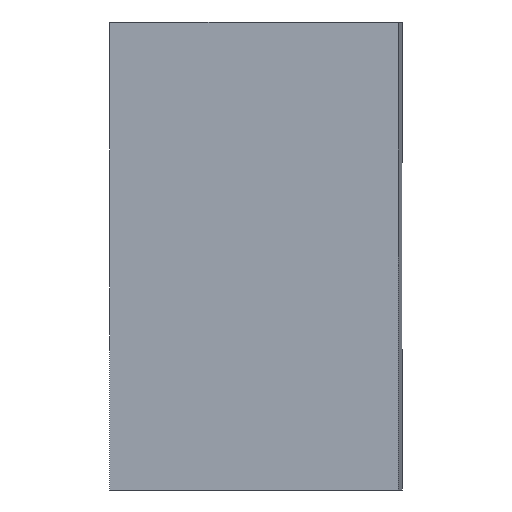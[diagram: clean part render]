
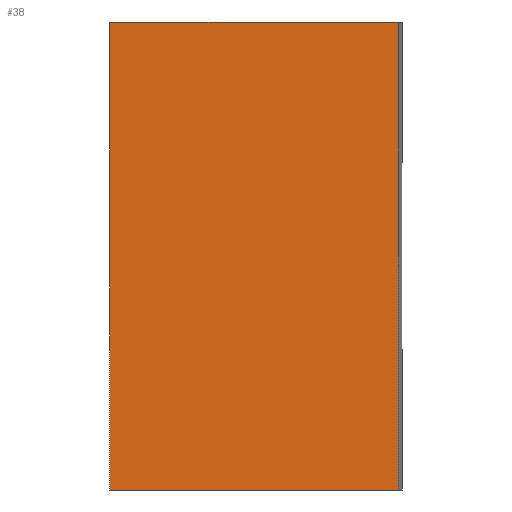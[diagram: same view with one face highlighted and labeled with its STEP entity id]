
A CAD part, left-side view. The second image highlights one B-rep face of the part: STEP entity #38.
In plain terms, the highlighted planar face has unit normal (-1, 0, 0).
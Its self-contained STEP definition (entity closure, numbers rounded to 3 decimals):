
#38 = ADVANCED_FACE( '', ( #83 ), #84, .F. );
#83 = FACE_OUTER_BOUND( '', #133, .T. );
#84 = PLANE( '', #134 );
#133 = EDGE_LOOP( '', ( #177, #178, #179, #180 ) );
#134 = AXIS2_PLACEMENT_3D( '', #181, #182, #183 );
#177 = ORIENTED_EDGE( '', *, *, #311, .T. );
#178 = ORIENTED_EDGE( '', *, *, #312, .F. );
#179 = ORIENTED_EDGE( '', *, *, #313, .F. );
#180 = ORIENTED_EDGE( '', *, *, #314, .T. );
#181 = CARTESIAN_POINT( '', ( 0., 0., 20. ) );
#182 = DIRECTION( '', ( 1., 0., 0. ) );
#183 = DIRECTION( '', ( 0., 0., -1. ) );
#311 = EDGE_CURVE( '', #364, #365, #366, .T. );
#312 = EDGE_CURVE( '', #367, #365, #368, .T. );
#313 = EDGE_CURVE( '', #369, #367, #370, .T. );
#314 = EDGE_CURVE( '', #369, #364, #371, .T. );
#364 = VERTEX_POINT( '', #443 );
#365 = VERTEX_POINT( '', #444 );
#366 = LINE( '', #445, #446 );
#367 = VERTEX_POINT( '', #447 );
#368 = LINE( '', #448, #449 );
#369 = VERTEX_POINT( '', #450 );
#370 = LINE( '', #451, #452 );
#371 = LINE( '', #453, #454 );
#443 = CARTESIAN_POINT( '', ( 0., 0., -20. ) );
#444 = CARTESIAN_POINT( '', ( 0., -24.678, -20. ) );
#445 = CARTESIAN_POINT( '', ( 0., 0., -20. ) );
#446 = VECTOR( '', #592, 1000. );
#447 = CARTESIAN_POINT( '', ( 0., -24.678, 20. ) );
#448 = CARTESIAN_POINT( '', ( 0., -24.678, 20. ) );
#449 = VECTOR( '', #593, 1000. );
#450 = CARTESIAN_POINT( '', ( 0., 0., 20. ) );
#451 = CARTESIAN_POINT( '', ( 0., 0., 20. ) );
#452 = VECTOR( '', #594, 1000. );
#453 = CARTESIAN_POINT( '', ( 0., 0., 20. ) );
#454 = VECTOR( '', #595, 1000. );
#592 = DIRECTION( '', ( 0., -1., 0. ) );
#593 = DIRECTION( '', ( 0., 0., -1. ) );
#594 = DIRECTION( '', ( 0., -1., 0. ) );
#595 = DIRECTION( '', ( 0., 0., -1. ) );
